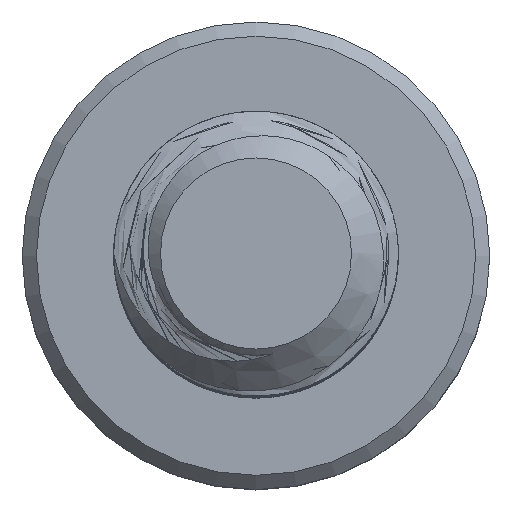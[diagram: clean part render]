
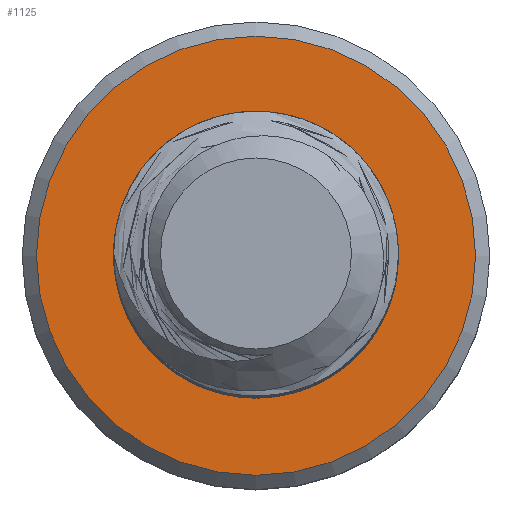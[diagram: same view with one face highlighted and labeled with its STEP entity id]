
A CAD part, top view. The second image highlights one B-rep face of the part: STEP entity #1125.
In plain terms, the highlighted planar face has unit normal (0, 0, 1).
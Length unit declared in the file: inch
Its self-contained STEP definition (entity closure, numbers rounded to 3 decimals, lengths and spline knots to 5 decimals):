
#15=FACE_BOUND('',#163,.T.);
#20=PLANE('',#1214);
#96=FACE_OUTER_BOUND('',#162,.T.);
#162=EDGE_LOOP('',(#976));
#163=EDGE_LOOP('',(#977,#978,#979,#980));
#178=CIRCLE('',#1154,0.095);
#182=CIRCLE('',#1200,0.1465);
#186=CIRCLE('',#1208,0.06794);
#284=B_SPLINE_CURVE_WITH_KNOTS('',3,(#5280,#5281,#5282,#5283,#5284,#5285,
#5286,#5287,#5288,#5289,#5290,#5291,#5292,#5293,#5294,#5295,#5296,#5297),
 .UNSPECIFIED.,.F.,.F.,(4,2,2,2,2,2,2,2,4),(0.,0.04734,0.0907,
0.17271,0.26802,0.39979,0.53805,0.63828,
0.69669),.UNSPECIFIED.);
#285=B_SPLINE_CURVE_WITH_KNOTS('',3,(#5852,#5853,#5854,#5855,#5856,#5857,
#5858,#5859,#5860,#5861,#5862,#5863,#5864,#5865,#5866,#5867,#5868,#5869),
 .UNSPECIFIED.,.F.,.F.,(4,2,2,2,2,2,2,2,4),(0.,0.05008,0.09893,
0.16708,0.25308,0.34894,0.43802,0.4634,
0.48071),.UNSPECIFIED.);
#404=VERTEX_POINT('',#1458);
#405=VERTEX_POINT('',#1471);
#492=VERTEX_POINT('',#4607);
#497=VERTEX_POINT('',#4626);
#498=VERTEX_POINT('',#4639);
#514=EDGE_CURVE('',#404,#405,#178,.T.);
#643=EDGE_CURVE('',#492,#492,#182,.T.);
#651=EDGE_CURVE('',#498,#497,#186,.T.);
#660=EDGE_CURVE('',#404,#498,#284,.T.);
#661=EDGE_CURVE('',#497,#405,#285,.T.);
#976=ORIENTED_EDGE('',*,*,#643,.T.);
#977=ORIENTED_EDGE('',*,*,#514,.F.);
#978=ORIENTED_EDGE('',*,*,#660,.T.);
#979=ORIENTED_EDGE('',*,*,#651,.T.);
#980=ORIENTED_EDGE('',*,*,#661,.T.);
#1125=ADVANCED_FACE('',(#96,#15),#20,.F.);
#1154=AXIS2_PLACEMENT_3D('',#1472,#1238,#1239);
#1200=AXIS2_PLACEMENT_3D('',#4609,#1372,#1373);
#1208=AXIS2_PLACEMENT_3D('',#4640,#1390,#1391);
#1214=AXIS2_PLACEMENT_3D('',#5870,#1403,#1404);
#1238=DIRECTION('center_axis',(0.,0.,1.));
#1239=DIRECTION('ref_axis',(1.,0.,0.));
#1372=DIRECTION('center_axis',(0.,0.,1.));
#1373=DIRECTION('ref_axis',(-1.,0.,0.));
#1390=DIRECTION('center_axis',(0.,0.,-1.));
#1391=DIRECTION('ref_axis',(1.,0.,0.));
#1403=DIRECTION('center_axis',(0.,0.,-1.));
#1404=DIRECTION('ref_axis',(-1.,0.,0.));
#1458=CARTESIAN_POINT('',(0.,0.095,-0.875));
#1471=CARTESIAN_POINT('',(-0.06656,0.06778,-0.875));
#1472=CARTESIAN_POINT('Origin',(0.,0.,-0.875));
#4607=CARTESIAN_POINT('',(0.1465,0.,-0.875));
#4609=CARTESIAN_POINT('Origin',(0.,0.,-0.875));
#4626=CARTESIAN_POINT('',(0.,-0.06794,-0.875));
#4639=CARTESIAN_POINT('',(0.0476,-0.04847,-0.875));
#4640=CARTESIAN_POINT('Origin',(0.,0.,-0.875));
#5280=CARTESIAN_POINT('Ctrl Pts',(0.,0.095,
-0.875));
#5281=CARTESIAN_POINT('Ctrl Pts',(0.00618,0.09432,
-0.875));
#5282=CARTESIAN_POINT('Ctrl Pts',(0.01226,0.093,
-0.875));
#5283=CARTESIAN_POINT('Ctrl Pts',(0.02357,0.08927,
-0.875));
#5284=CARTESIAN_POINT('Ctrl Pts',(0.02879,0.08697,
-0.875));
#5285=CARTESIAN_POINT('Ctrl Pts',(0.04313,0.07891,
-0.875));
#5286=CARTESIAN_POINT('Ctrl Pts',(0.05147,0.07197,
-0.875));
#5287=CARTESIAN_POINT('Ctrl Pts',(0.06635,0.05408,
-0.875));
#5288=CARTESIAN_POINT('Ctrl Pts',(0.07076,0.04464,
-0.875));
#5289=CARTESIAN_POINT('Ctrl Pts',(0.07626,0.02984,
-0.875));
#5290=CARTESIAN_POINT('Ctrl Pts',(0.07789,0.02075,
-0.875));
#5291=CARTESIAN_POINT('Ctrl Pts',(0.07785,0.00198,
-0.875));
#5292=CARTESIAN_POINT('Ctrl Pts',(0.07601,-0.00754,
-0.875));
#5293=CARTESIAN_POINT('Ctrl Pts',(0.06986,-0.02294,
-0.875));
#5294=CARTESIAN_POINT('Ctrl Pts',(0.0664,-0.02902,
-0.875));
#5295=CARTESIAN_POINT('Ctrl Pts',(0.05969,-0.03777,
-0.875));
#5296=CARTESIAN_POINT('Ctrl Pts',(0.05502,-0.04332,
-0.875));
#5297=CARTESIAN_POINT('Ctrl Pts',(0.0476,-0.04847,
-0.875));
#5852=CARTESIAN_POINT('Ctrl Pts',(0.,-0.06794,
-0.875));
#5853=CARTESIAN_POINT('Ctrl Pts',(-0.0065,-0.06893,
-0.875));
#5854=CARTESIAN_POINT('Ctrl Pts',(-0.01309,-0.06905,
-0.875));
#5855=CARTESIAN_POINT('Ctrl Pts',(-0.02599,-0.06754,
-0.875));
#5856=CARTESIAN_POINT('Ctrl Pts',(-0.03223,-0.06595,
-0.875));
#5857=CARTESIAN_POINT('Ctrl Pts',(-0.04648,-0.06026,
-0.875));
#5858=CARTESIAN_POINT('Ctrl Pts',(-0.0541,-0.05545,
-0.875));
#5859=CARTESIAN_POINT('Ctrl Pts',(-0.06897,-0.04173,
-0.875));
#5860=CARTESIAN_POINT('Ctrl Pts',(-0.07489,-0.03275,
-0.875));
#5861=CARTESIAN_POINT('Ctrl Pts',(-0.08364,-0.01371,
-0.875));
#5862=CARTESIAN_POINT('Ctrl Pts',(-0.08625,-0.00288,
-0.875));
#5863=CARTESIAN_POINT('Ctrl Pts',(-0.08716,0.01841,
-0.875));
#5864=CARTESIAN_POINT('Ctrl Pts',(-0.08575,0.02865,
-0.875));
#5865=CARTESIAN_POINT('Ctrl Pts',(-0.08165,0.04118,
-0.875));
#5866=CARTESIAN_POINT('Ctrl Pts',(-0.07959,0.047,
-0.875));
#5867=CARTESIAN_POINT('Ctrl Pts',(-0.07305,0.05889,
-0.875));
#5868=CARTESIAN_POINT('Ctrl Pts',(-0.06999,0.06348,
-0.875));
#5869=CARTESIAN_POINT('Ctrl Pts',(-0.06656,0.06778,
-0.875));
#5870=CARTESIAN_POINT('Origin',(0.,0.,-0.875));
